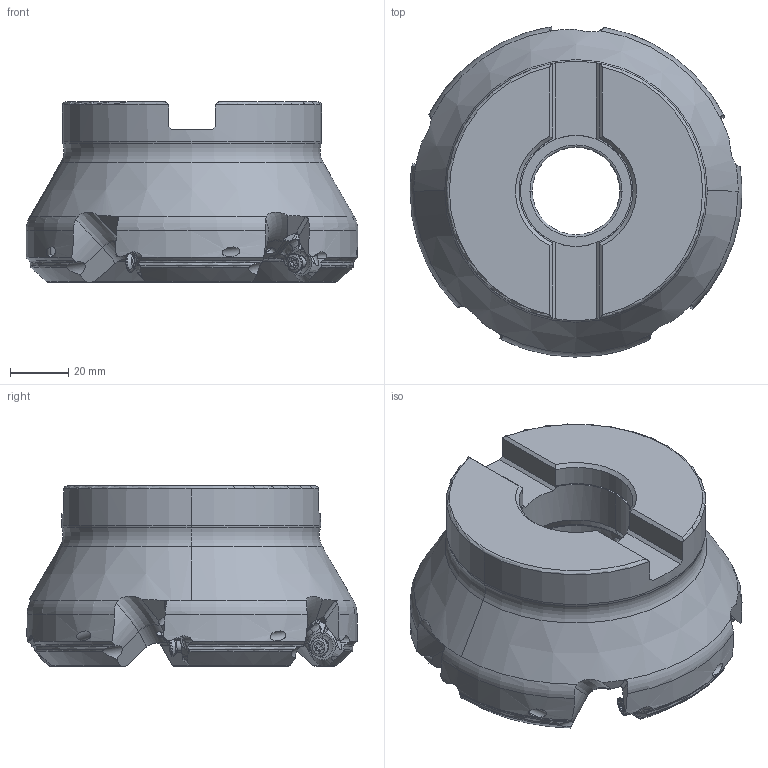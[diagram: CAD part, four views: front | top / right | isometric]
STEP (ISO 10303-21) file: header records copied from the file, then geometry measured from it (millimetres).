
FILE_DESCRIPTION(/* description */ (''),/* implementation_level */ '2;1');
FILE_NAME(/* name */ 'WSX445UR0405EA.stp',/* time_stamp */ '2021-09-08T11:36:36+09:00',/* author */ (''),/* organization */ (''),/* preprocessor_version */ 'ST-DEVELOPER v16',/* originating_system */ 'SIEMENS PLM Software NX 10.0',/* authorisation */ '');
FILE_SCHEMA (('AUTOMOTIVE_DESIGN { 1 0 10303 214 3 1 1 1 }'));
Length unit declared in the file: millimetre
Products named in the file (1): WSX445UR0405EA_ASM
Bounding box: 113.87 x 113.25 x 61.75 mm (x, y, z)
Volume: 342002.4 mm3; surface area: 46806.8 mm2
Topology: 6 solids, 6 shells, 772 faces, 1979 edges, 1246 vertices
Faces by surface type: cylinder 242, plane 176, bspline 155, torus 89, extrusion 40, cone 35, sphere 35
Entity records: 51277 total; most frequent: CARTESIAN_POINT 33830, ORIENTED_EDGE 3938, DIRECTION 3095, EDGE_CURVE 1969, AXIS2_PLACEMENT_3D 1252, VERTEX_POINT 1219, B_SPLINE_CURVE_WITH_KNOTS 812, EDGE_LOOP 804
